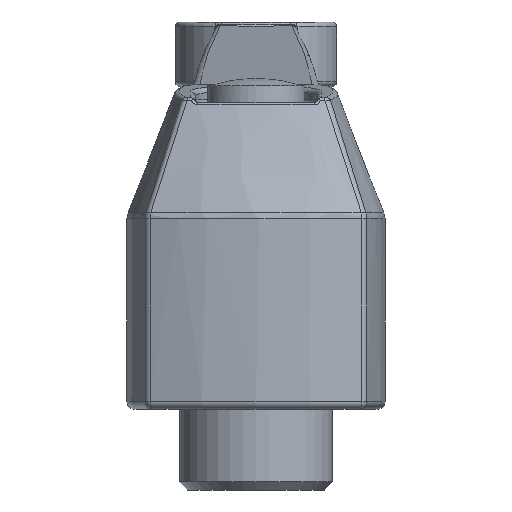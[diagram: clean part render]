
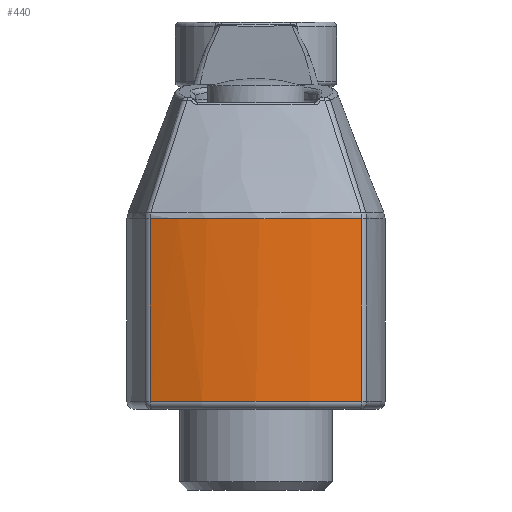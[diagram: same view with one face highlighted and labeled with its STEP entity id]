
A CAD part, left-side view. The second image highlights one B-rep face of the part: STEP entity #440.
In plain terms, the highlighted cylindrical face has radius 19.619 mm (diameter 39.239 mm), a partial arc.
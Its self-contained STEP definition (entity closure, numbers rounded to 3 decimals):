
#440 = ADVANCED_FACE( '', ( #887 ), #888, .T. );
#887 = FACE_OUTER_BOUND( '', #10287, .T. );
#888 = CYLINDRICAL_SURFACE( '', #10288, 19.619 );
#10287 = EDGE_LOOP( '', ( #11354, #11355, #11356, #11357 ) );
#10288 = AXIS2_PLACEMENT_3D( '', #11358, #11359, #11360 );
#11354 = ORIENTED_EDGE( '', *, *, #11541, .T. );
#11355 = ORIENTED_EDGE( '', *, *, #11830, .T. );
#11356 = ORIENTED_EDGE( '', *, *, #11626, .T. );
#11357 = ORIENTED_EDGE( '', *, *, #11433, .T. );
#11358 = CARTESIAN_POINT( '', ( 11.619, 0., 0. ) );
#11359 = DIRECTION( '', ( 0., 0., 1. ) );
#11360 = DIRECTION( '', ( -1., 0., 0. ) );
#11433 = EDGE_CURVE( '', #11919, #11917, #11920, .T. );
#11541 = EDGE_CURVE( '', #11917, #12089, #12091, .T. );
#11626 = EDGE_CURVE( '', #11943, #11919, #12218, .F. );
#11830 = EDGE_CURVE( '', #12089, #11943, #12457, .F. );
#11917 = VERTEX_POINT( '', #13006 );
#11919 = VERTEX_POINT( '', #13011 );
#11920 = B_SPLINE_CURVE_WITH_KNOTS( '', 3, ( #13012, #13013, #13014, #13015, #13016, #13017, #13018, #13019, #13020, #13021, #13022, #13023, #13024, #13025, #13026, #13027, #13028, #13029, #13030, #13031, #13032, #13033, #13034, #13035, #13036, #13037, #13038, #13039, #13040, #13041, #13042, #13043, #13044, #13045, #13046, #13047, #13048 ), .UNSPECIFIED., .F., .F., ( 4, 2, 1, 1, 2, 2, 2, 1, 1, 1, 2, 2, 2, 2, 2, 1, 2, 2, 1, 2, 2, 4 ), ( 0., 0., 0., 0.001, 0.001, 0.002, 0.003, 0.004, 0.004, 0.005, 0.006, 0.007, 0.007, 0.008, 0.009, 0.01, 0.01, 0.011, 0.012, 0.013, 0.013, 0.014 ), .UNSPECIFIED. );
#11943 = VERTEX_POINT( '', #13359 );
#12089 = VERTEX_POINT( '', #14326 );
#12091 = LINE( '', #14328, #14329 );
#12218 = LINE( '', #15020, #15021 );
#12457 = CIRCLE( '', #16350, 19.619 );
#13006 = CARTESIAN_POINT( '', ( -6.869, 6.565, 11.806 ) );
#13011 = CARTESIAN_POINT( '', ( -6.869, -6.565, 11.806 ) );
#13012 = CARTESIAN_POINT( '', ( -6.869, -6.565, 11.806 ) );
#13013 = CARTESIAN_POINT( '', ( -6.881, -6.532, 11.806 ) );
#13014 = CARTESIAN_POINT( '', ( -6.892, -6.499, 11.806 ) );
#13015 = CARTESIAN_POINT( '', ( -6.916, -6.432, 11.806 ) );
#13016 = CARTESIAN_POINT( '', ( -6.95, -6.332, 11.806 ) );
#13017 = CARTESIAN_POINT( '', ( -7.029, -6.099, 11.806 ) );
#13018 = CARTESIAN_POINT( '', ( -7.093, -5.899, 11.805 ) );
#13019 = CARTESIAN_POINT( '', ( -7.216, -5.497, 11.805 ) );
#13020 = CARTESIAN_POINT( '', ( -7.293, -5.228, 11.805 ) );
#13021 = CARTESIAN_POINT( '', ( -7.433, -4.689, 11.804 ) );
#13022 = CARTESIAN_POINT( '', ( -7.498, -4.418, 11.804 ) );
#13023 = CARTESIAN_POINT( '', ( -7.616, -3.875, 11.803 ) );
#13024 = CARTESIAN_POINT( '', ( -7.721, -3.329, 11.802 ) );
#13025 = CARTESIAN_POINT( '', ( -7.845, -2.505, 11.802 ) );
#13026 = CARTESIAN_POINT( '', ( -7.934, -1.675, 11.801 ) );
#13027 = CARTESIAN_POINT( '', ( -7.97, -1.117, 11.801 ) );
#13028 = CARTESIAN_POINT( '', ( -7.988, -0.698, 11.801 ) );
#13029 = CARTESIAN_POINT( '', ( -7.993, -0.558, 11.801 ) );
#13030 = CARTESIAN_POINT( '', ( -7.999, -0.277, 11.801 ) );
#13031 = CARTESIAN_POINT( '', ( -8., -0.136, 11.801 ) );
#13032 = CARTESIAN_POINT( '', ( -8., 0.286, 11.801 ) );
#13033 = CARTESIAN_POINT( '', ( -7.994, 0.567, 11.802 ) );
#13034 = CARTESIAN_POINT( '', ( -7.97, 1.126, 11.802 ) );
#13035 = CARTESIAN_POINT( '', ( -7.952, 1.405, 11.802 ) );
#13036 = CARTESIAN_POINT( '', ( -7.904, 1.96, 11.802 ) );
#13037 = CARTESIAN_POINT( '', ( -7.844, 2.513, 11.802 ) );
#13038 = CARTESIAN_POINT( '', ( -7.762, 3.062, 11.803 ) );
#13039 = CARTESIAN_POINT( '', ( -7.667, 3.608, 11.803 ) );
#13040 = CARTESIAN_POINT( '', ( -7.614, 3.881, 11.803 ) );
#13041 = CARTESIAN_POINT( '', ( -7.497, 4.423, 11.804 ) );
#13042 = CARTESIAN_POINT( '', ( -7.368, 4.964, 11.804 ) );
#13043 = CARTESIAN_POINT( '', ( -7.215, 5.5, 11.805 ) );
#13044 = CARTESIAN_POINT( '', ( -7.092, 5.901, 11.805 ) );
#13045 = CARTESIAN_POINT( '', ( -7.05, 6.034, 11.805 ) );
#13046 = CARTESIAN_POINT( '', ( -6.962, 6.3, 11.806 ) );
#13047 = CARTESIAN_POINT( '', ( -6.916, 6.433, 11.806 ) );
#13048 = CARTESIAN_POINT( '', ( -6.869, 6.565, 11.806 ) );
#13359 = CARTESIAN_POINT( '', ( -6.869, -6.565, 0.5 ) );
#14326 = CARTESIAN_POINT( '', ( -6.869, 6.565, 0.5 ) );
#14328 = CARTESIAN_POINT( '', ( -6.869, 6.565, 0. ) );
#14329 = VECTOR( '', #16466, 1000. );
#15020 = CARTESIAN_POINT( '', ( -6.869, -6.565, 0. ) );
#15021 = VECTOR( '', #16515, 1000. );
#16350 = AXIS2_PLACEMENT_3D( '', #16633, #16634, #16635 );
#16466 = DIRECTION( '', ( 0., 0., -1. ) );
#16515 = DIRECTION( '', ( 0., 0., -1. ) );
#16633 = CARTESIAN_POINT( '', ( 11.619, 0., 0.5 ) );
#16634 = DIRECTION( '', ( 0., 0., -1. ) );
#16635 = DIRECTION( '', ( -1., 0., 0. ) );
